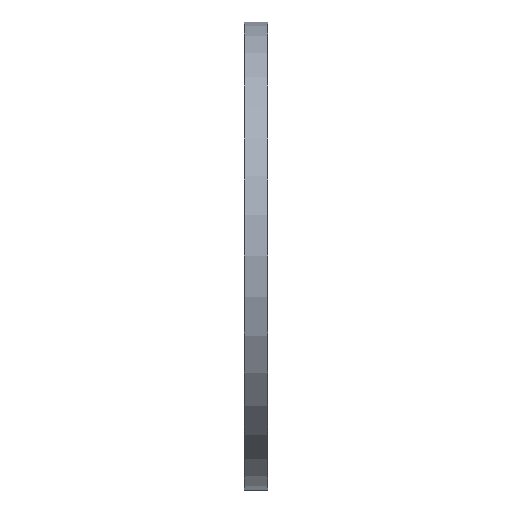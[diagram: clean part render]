
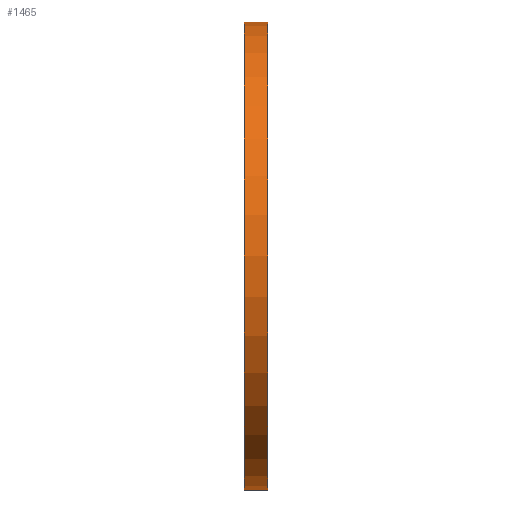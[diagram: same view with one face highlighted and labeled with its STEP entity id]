
A CAD part, left-side view. The second image highlights one B-rep face of the part: STEP entity #1465.
In plain terms, the highlighted cylindrical face has radius 60 mm (diameter 120 mm), a partial arc.
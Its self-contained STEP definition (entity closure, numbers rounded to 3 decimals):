
#81 = VECTOR ( 'NONE', #11082, 1000. ) ;
#212 = CARTESIAN_POINT ( 'NONE',  ( 0., 6., 0. ) ) ;
#481 = DIRECTION ( 'NONE',  ( 0., 0., -1. ) ) ;
#1465 = ADVANCED_FACE ( 'NONE', ( #12723 ), #5887, .T. ) ;
#2091 = ORIENTED_EDGE ( 'NONE', *, *, #12271, .F. ) ;
#2241 = CARTESIAN_POINT ( 'NONE',  ( 0., 6., 60. ) ) ;
#2289 = VERTEX_POINT ( 'NONE', #2652 ) ;
#2652 = CARTESIAN_POINT ( 'NONE',  ( 0., 6., 60. ) ) ;
#2698 = AXIS2_PLACEMENT_3D ( 'NONE', #2784, #6745, #3765 ) ;
#2784 = CARTESIAN_POINT ( 'NONE',  ( 0., 6., 0. ) ) ;
#2994 = ORIENTED_EDGE ( 'NONE', *, *, #3394, .F. ) ;
#3289 = DIRECTION ( 'NONE',  ( 0., -1., 0. ) ) ;
#3394 = EDGE_CURVE ( 'NONE', #2289, #11074, #6089, .T. ) ;
#3746 = CIRCLE ( 'NONE', #2698, 60. ) ;
#3765 = DIRECTION ( 'NONE',  ( 0., 0., 1. ) ) ;
#3800 = LINE ( 'NONE', #5920, #81 ) ;
#4221 = AXIS2_PLACEMENT_3D ( 'NONE', #9784, #5743, #12861 ) ;
#5218 = CARTESIAN_POINT ( 'NONE',  ( 0., 0., -60. ) ) ;
#5267 = EDGE_CURVE ( 'NONE', #13047, #11074, #11311, .T. ) ;
#5364 = ORIENTED_EDGE ( 'NONE', *, *, #5267, .T. ) ;
#5743 = DIRECTION ( 'NONE',  ( 0., 1., 0. ) ) ;
#5846 = CARTESIAN_POINT ( 'NONE',  ( 0., 0., 60. ) ) ;
#5887 = CYLINDRICAL_SURFACE ( 'NONE', #9498, 60. ) ;
#5920 = CARTESIAN_POINT ( 'NONE',  ( 0., 6., -60. ) ) ;
#5933 = VERTEX_POINT ( 'NONE', #10247 ) ;
#6089 = LINE ( 'NONE', #2241, #11352 ) ;
#6745 = DIRECTION ( 'NONE',  ( 0., 1., 0. ) ) ;
#7149 = EDGE_CURVE ( 'NONE', #5933, #13047, #3800, .T. ) ;
#8793 = EDGE_LOOP ( 'NONE', ( #2994, #2091, #12101, #5364 ) ) ;
#9498 = AXIS2_PLACEMENT_3D ( 'NONE', #212, #10396, #481 ) ;
#9784 = CARTESIAN_POINT ( 'NONE',  ( 0., 0., 0. ) ) ;
#10247 = CARTESIAN_POINT ( 'NONE',  ( 0., 6., -60. ) ) ;
#10396 = DIRECTION ( 'NONE',  ( 0., -1., 0. ) ) ;
#11074 = VERTEX_POINT ( 'NONE', #5846 ) ;
#11082 = DIRECTION ( 'NONE',  ( 0., -1., 0. ) ) ;
#11311 = CIRCLE ( 'NONE', #4221, 60. ) ;
#11352 = VECTOR ( 'NONE', #3289, 1000. ) ;
#12101 = ORIENTED_EDGE ( 'NONE', *, *, #7149, .T. ) ;
#12271 = EDGE_CURVE ( 'NONE', #5933, #2289, #3746, .T. ) ;
#12723 = FACE_OUTER_BOUND ( 'NONE', #8793, .T. ) ;
#12861 = DIRECTION ( 'NONE',  ( 0., 0., 1. ) ) ;
#13047 = VERTEX_POINT ( 'NONE', #5218 ) ;
